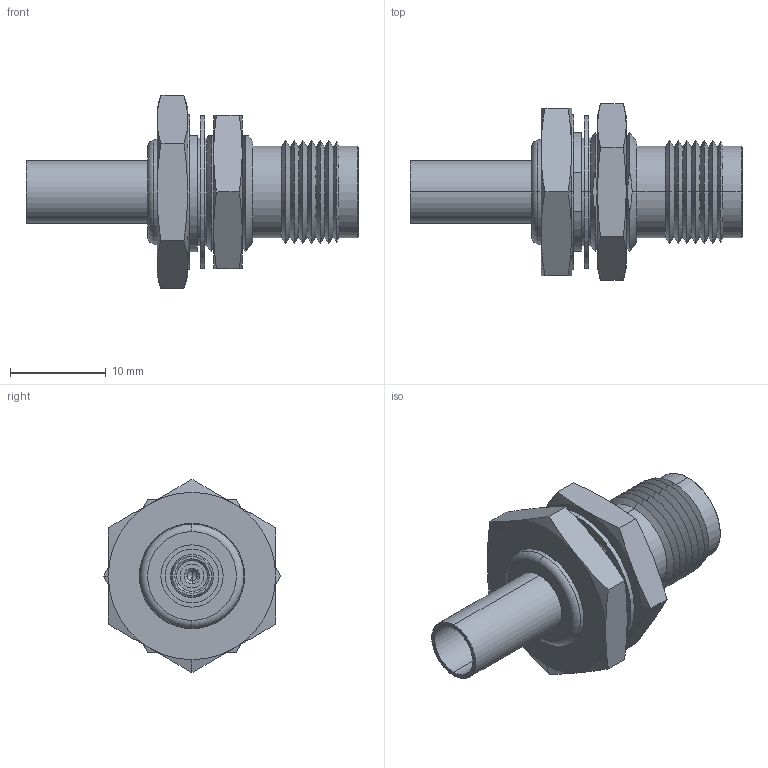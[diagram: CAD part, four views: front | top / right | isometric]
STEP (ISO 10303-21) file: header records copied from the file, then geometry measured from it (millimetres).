
FILE_DESCRIPTION (( 'STEP AP203' ), '1' );
FILE_NAME ('ARTJ-3702.STEP', '2014-09-23T19:07:19', ( 'x' ), ( '' ), 'SwSTEP 2.0', 'SolidWorks 2014', '' );
FILE_SCHEMA (( 'CONFIG_CONTROL_DESIGN' ));
Length unit declared in the file: millimetre
Products named in the file (7): ARTJ-3702; ARTJ-3702-MA1; ARTJ-3702-MA2; ARTJ-3702-MA3; ARTJ-3702-MA4; ARTJ-3702-MA5
Assembly tree (6 placements, depth 2):
  ARTJ-3702
    ARTJ-3702
    ARTJ-3702-MA1
    ARTJ-3702-MA2
    ARTJ-3702-MA3
    ARTJ-3702-MA4
    ARTJ-3702-MA5
Bounding box: 34.7 x 18.48 x 20.21 mm (x, y, z)
Volume: 2596.4 mm3; surface area: 4074.7 mm2
Topology: 6 solids, 6 shells, 263 faces, 616 edges, 374 vertices
Faces by surface type: cone 100, cylinder 85, plane 76, torus 2
Entity records: 8511 total; most frequent: CARTESIAN_POINT 1692, DIRECTION 1344, ORIENTED_EDGE 1228, EDGE_CURVE 614, AXIS2_PLACEMENT_3D 534, VERTEX_POINT 374, EDGE_LOOP 288, LINE 276
